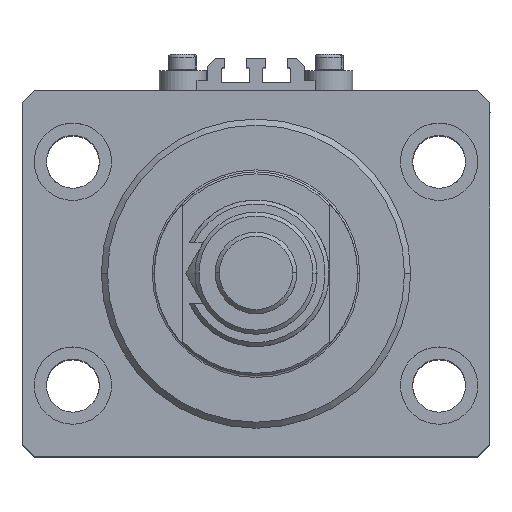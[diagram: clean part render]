
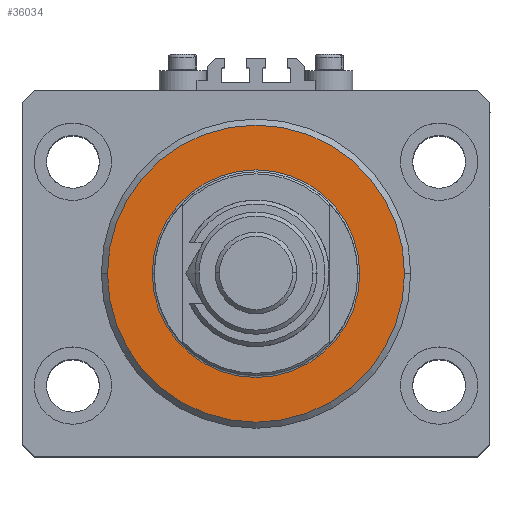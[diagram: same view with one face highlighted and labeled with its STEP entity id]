
A CAD part, top view. The second image highlights one B-rep face of the part: STEP entity #36034.
In plain terms, the highlighted face is planar.
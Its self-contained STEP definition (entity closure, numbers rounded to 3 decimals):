
#3533 = CARTESIAN_POINT ( 'NONE',  ( 36.5, 0., 0. ) ) ;
#3737 = VERTEX_POINT ( 'NONE', #7859 ) ;
#4935 = ORIENTED_EDGE ( 'NONE', *, *, #39135, .T. ) ;
#5379 = CARTESIAN_POINT ( 'NONE',  ( 0., 0., 0. ) ) ;
#7859 = CARTESIAN_POINT ( 'NONE',  ( -25.5, 0., 0. ) ) ;
#8928 = CARTESIAN_POINT ( 'NONE',  ( 25.5, 0., 0. ) ) ;
#9316 = FACE_OUTER_BOUND ( 'NONE', #37626, .T. ) ;
#9448 = DIRECTION ( 'NONE',  ( 1., 0., 0. ) ) ;
#12586 = EDGE_CURVE ( 'NONE', #23514, #3737, #24554, .T. ) ;
#12892 = EDGE_CURVE ( 'NONE', #3737, #23514, #29587, .T. ) ;
#13392 = DIRECTION ( 'NONE',  ( 0., 0., 1. ) ) ;
#14343 = ORIENTED_EDGE ( 'NONE', *, *, #43875, .T. ) ;
#18152 = AXIS2_PLACEMENT_3D ( 'NONE', #5379, #21412, #25637 ) ;
#19873 = VERTEX_POINT ( 'NONE', #22945 ) ;
#20573 = DIRECTION ( 'NONE',  ( 0., 0., -1. ) ) ;
#21351 = VERTEX_POINT ( 'NONE', #3533 ) ;
#21412 = DIRECTION ( 'NONE',  ( 0., 0., 1. ) ) ;
#21483 = DIRECTION ( 'NONE',  ( 1., 0., 0. ) ) ;
#22075 = CARTESIAN_POINT ( 'NONE',  ( 0., 0., 0. ) ) ;
#22945 = CARTESIAN_POINT ( 'NONE',  ( -36.5, 0., 0. ) ) ;
#23514 = VERTEX_POINT ( 'NONE', #8928 ) ;
#24129 = CIRCLE ( 'NONE', #42582, 36.5 ) ;
#24554 = CIRCLE ( 'NONE', #48063, 25.5 ) ;
#24806 = CARTESIAN_POINT ( 'NONE',  ( 0., 0., 0. ) ) ;
#25637 = DIRECTION ( 'NONE',  ( 1., 0., 0. ) ) ;
#26863 = ORIENTED_EDGE ( 'NONE', *, *, #12586, .T. ) ;
#28476 = CARTESIAN_POINT ( 'NONE',  ( 0., 0., 0. ) ) ;
#29301 = FACE_BOUND ( 'NONE', #48317, .T. ) ;
#29368 = DIRECTION ( 'NONE',  ( 0., 0., 1. ) ) ;
#29587 = CIRCLE ( 'NONE', #36288, 25.5 ) ;
#32691 = DIRECTION ( 'NONE',  ( 1., 0., 0. ) ) ;
#36034 = ADVANCED_FACE ( 'NONE', ( #29301, #9316 ), #41404, .F. ) ;
#36288 = AXIS2_PLACEMENT_3D ( 'NONE', #37795, #29368, #21483 ) ;
#37626 = EDGE_LOOP ( 'NONE', ( #14343, #4935 ) ) ;
#37795 = CARTESIAN_POINT ( 'NONE',  ( 0., 0., 0. ) ) ;
#38253 = ORIENTED_EDGE ( 'NONE', *, *, #12892, .T. ) ;
#39135 = EDGE_CURVE ( 'NONE', #19873, #21351, #24129, .T. ) ;
#41404 = PLANE ( 'NONE',  #18152 ) ;
#41954 = AXIS2_PLACEMENT_3D ( 'NONE', #24806, #20573, #32691 ) ;
#42582 = AXIS2_PLACEMENT_3D ( 'NONE', #28476, #47242, #44771 ) ;
#43875 = EDGE_CURVE ( 'NONE', #21351, #19873, #46158, .T. ) ;
#44771 = DIRECTION ( 'NONE',  ( 1., 0., 0. ) ) ;
#46158 = CIRCLE ( 'NONE', #41954, 36.5 ) ;
#47242 = DIRECTION ( 'NONE',  ( 0., 0., -1. ) ) ;
#48063 = AXIS2_PLACEMENT_3D ( 'NONE', #22075, #13392, #9448 ) ;
#48317 = EDGE_LOOP ( 'NONE', ( #26863, #38253 ) ) ;
